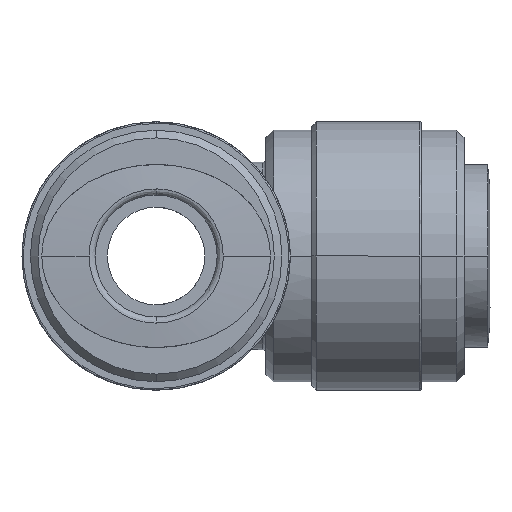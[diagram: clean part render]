
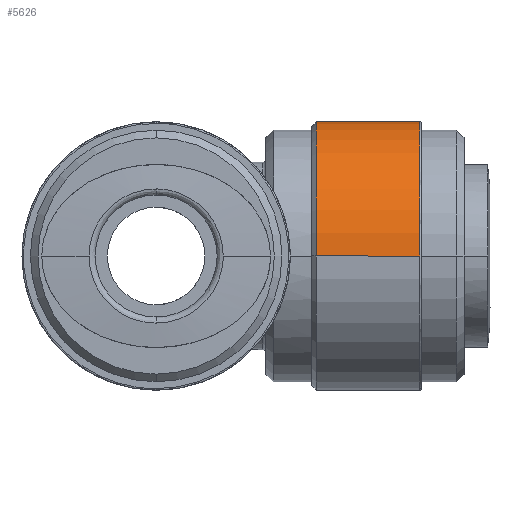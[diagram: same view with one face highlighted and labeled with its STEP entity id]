
A CAD part, left-side view. The second image highlights one B-rep face of the part: STEP entity #5626.
In plain terms, the highlighted cylindrical face has radius 8.8 mm (diameter 17.6 mm), a partial arc.
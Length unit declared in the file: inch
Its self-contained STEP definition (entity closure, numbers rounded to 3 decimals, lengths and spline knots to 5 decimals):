
#5 = CARTESIAN_POINT ( 'NONE',  ( 0.34646, -0.54724, 0. ) ) ;
#82 = VERTEX_POINT ( 'NONE', #2713 ) ;
#140 = EDGE_CURVE ( 'NONE', #4902, #3408, #3886, .T. ) ;
#225 = AXIS2_PLACEMENT_3D ( 'NONE', #5825, #4498, #3084 ) ;
#245 = CYLINDRICAL_SURFACE ( 'NONE', #225, 0.34646 ) ;
#291 = CARTESIAN_POINT ( 'NONE',  ( 0.34646, -0.6811, 0. ) ) ;
#458 = DIRECTION ( 'NONE',  ( -1., 0., 0. ) ) ;
#541 = CARTESIAN_POINT ( 'NONE',  ( -0.34646, -0.54724, 0. ) ) ;
#872 = AXIS2_PLACEMENT_3D ( 'NONE', #1393, #4597, #1858 ) ;
#982 = ORIENTED_EDGE ( 'NONE', *, *, #4133, .F. ) ;
#1072 = CARTESIAN_POINT ( 'NONE',  ( 0., -0.6811, 0. ) ) ;
#1393 = CARTESIAN_POINT ( 'NONE',  ( 0., -0.6811, 0. ) ) ;
#1400 = VECTOR ( 'NONE', #1464, 39.37008 ) ;
#1464 = DIRECTION ( 'NONE',  ( 0., 1., 0. ) ) ;
#1539 = DIRECTION ( 'NONE',  ( 0., 0., 1. ) ) ;
#1627 = EDGE_CURVE ( 'NONE', #2327, #82, #3247, .T. ) ;
#1858 = DIRECTION ( 'NONE',  ( 0., 0., 1. ) ) ;
#1996 = ORIENTED_EDGE ( 'NONE', *, *, #5275, .F. ) ;
#2137 = VERTEX_POINT ( 'NONE', #291 ) ;
#2260 = CARTESIAN_POINT ( 'NONE',  ( 0., -0.6811, 0.34646 ) ) ;
#2327 = VERTEX_POINT ( 'NONE', #2260 ) ;
#2329 = CIRCLE ( 'NONE', #5664, 0.34646 ) ;
#2410 = EDGE_CURVE ( 'NONE', #2137, #4902, #4540, .T. ) ;
#2629 = LINE ( 'NONE', #541, #1400 ) ;
#2713 = CARTESIAN_POINT ( 'NONE',  ( -0.34646, -0.6811, 0. ) ) ;
#3084 = DIRECTION ( 'NONE',  ( -1., 0., 0. ) ) ;
#3161 = AXIS2_PLACEMENT_3D ( 'NONE', #5940, #3200, #458 ) ;
#3200 = DIRECTION ( 'NONE',  ( 0., -1., 0. ) ) ;
#3247 = CIRCLE ( 'NONE', #872, 0.34646 ) ;
#3408 = VERTEX_POINT ( 'NONE', #4757 ) ;
#3886 = CIRCLE ( 'NONE', #3161, 0.34646 ) ;
#4109 = VECTOR ( 'NONE', #5012, 39.37008 ) ;
#4133 = EDGE_CURVE ( 'NONE', #82, #3408, #2629, .T. ) ;
#4288 = DIRECTION ( 'NONE',  ( 0., -1., 0. ) ) ;
#4498 = DIRECTION ( 'NONE',  ( 0., 1., 0. ) ) ;
#4540 = LINE ( 'NONE', #5, #4109 ) ;
#4597 = DIRECTION ( 'NONE',  ( 0., -1., 0. ) ) ;
#4757 = CARTESIAN_POINT ( 'NONE',  ( -0.34646, -0.41339, 0. ) ) ;
#4902 = VERTEX_POINT ( 'NONE', #5728 ) ;
#5012 = DIRECTION ( 'NONE',  ( 0., 1., 0. ) ) ;
#5049 = EDGE_LOOP ( 'NONE', ( #1996, #5255, #5761, #982, #5617 ) ) ;
#5116 = FACE_OUTER_BOUND ( 'NONE', #5049, .T. ) ;
#5255 = ORIENTED_EDGE ( 'NONE', *, *, #2410, .T. ) ;
#5275 = EDGE_CURVE ( 'NONE', #2137, #2327, #2329, .T. ) ;
#5617 = ORIENTED_EDGE ( 'NONE', *, *, #1627, .F. ) ;
#5626 = ADVANCED_FACE ( 'NONE', ( #5116 ), #245, .T. ) ;
#5664 = AXIS2_PLACEMENT_3D ( 'NONE', #1072, #4288, #1539 ) ;
#5728 = CARTESIAN_POINT ( 'NONE',  ( 0.34646, -0.41339, 0. ) ) ;
#5761 = ORIENTED_EDGE ( 'NONE', *, *, #140, .T. ) ;
#5825 = CARTESIAN_POINT ( 'NONE',  ( 0., -0.54724, 0. ) ) ;
#5940 = CARTESIAN_POINT ( 'NONE',  ( 0., -0.41339, 0. ) ) ;
